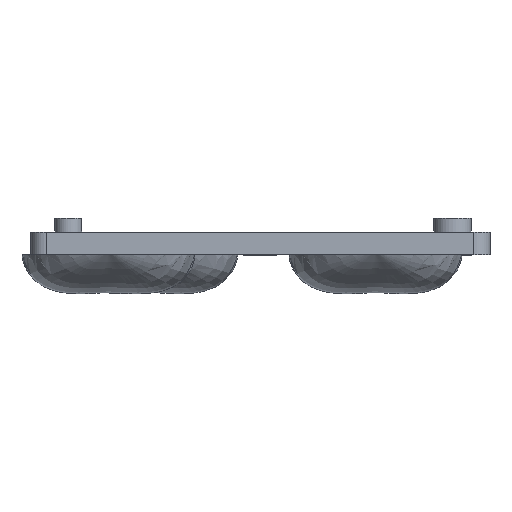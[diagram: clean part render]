
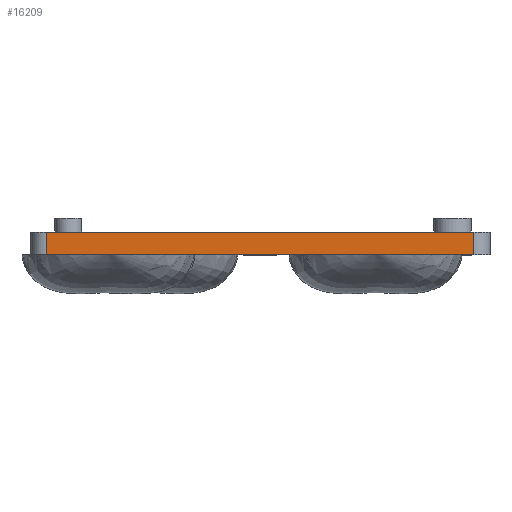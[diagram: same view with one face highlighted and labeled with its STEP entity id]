
A CAD part, front view. The second image highlights one B-rep face of the part: STEP entity #16209.
In plain terms, the highlighted planar face has unit normal (0, -1, 0).
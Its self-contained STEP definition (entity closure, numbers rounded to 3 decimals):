
#173=DIRECTION('',(1.,0.,0.));
#174=VECTOR('',#173,40.);
#175=CARTESIAN_POINT('',(-18.269,-8.505,2.007));
#176=LINE('',#175,#174);
#880=DIRECTION('',(1.,0.,0.));
#881=VECTOR('',#880,40.);
#882=CARTESIAN_POINT('',(-18.269,-8.505,-0.104));
#883=LINE('',#882,#881);
#2369=DIRECTION('',(0.,0.,-1.));
#2370=VECTOR('',#2369,2.111);
#2371=CARTESIAN_POINT('',(21.731,-8.505,2.007));
#2372=LINE('',#2371,#2370);
#2373=DIRECTION('',(0.,0.,-1.));
#2374=VECTOR('',#2373,2.111);
#2375=CARTESIAN_POINT('',(-18.269,-8.505,2.007));
#2376=LINE('',#2375,#2374);
#4426=CARTESIAN_POINT('',(21.731,-8.505,-0.104));
#4428=VERTEX_POINT('',#4426);
#4429=CARTESIAN_POINT('',(21.731,-8.505,2.007));
#4430=VERTEX_POINT('',#4429);
#4433=CARTESIAN_POINT('',(-18.269,-8.505,-0.104));
#4435=VERTEX_POINT('',#4433);
#4439=CARTESIAN_POINT('',(-18.269,-8.505,2.007));
#4440=VERTEX_POINT('',#4439);
#16197=CARTESIAN_POINT('',(-19.769,-8.505,-0.104));
#16198=DIRECTION('',(0.,1.,0.));
#16199=DIRECTION('',(1.,0.,0.));
#16200=AXIS2_PLACEMENT_3D('',#16197,#16198,#16199);
#16201=PLANE('',#16200);
#16202=ORIENTED_EDGE('',*,*,#16190,.T.);
#16203=ORIENTED_EDGE('',*,*,#7542,.F.);
#16205=ORIENTED_EDGE('',*,*,#16204,.F.);
#16206=ORIENTED_EDGE('',*,*,#5364,.T.);
#16207=EDGE_LOOP('',(#16202,#16203,#16205,#16206));
#16208=FACE_OUTER_BOUND('',#16207,.F.);
#16209=ADVANCED_FACE('',(#16208),#16201,.F.);
#5364=EDGE_CURVE('',#4440,#4430,#176,.T.);
#7542=EDGE_CURVE('',#4435,#4428,#883,.T.);
#16190=EDGE_CURVE('',#4430,#4428,#2372,.T.);
#16204=EDGE_CURVE('',#4440,#4435,#2376,.T.);
